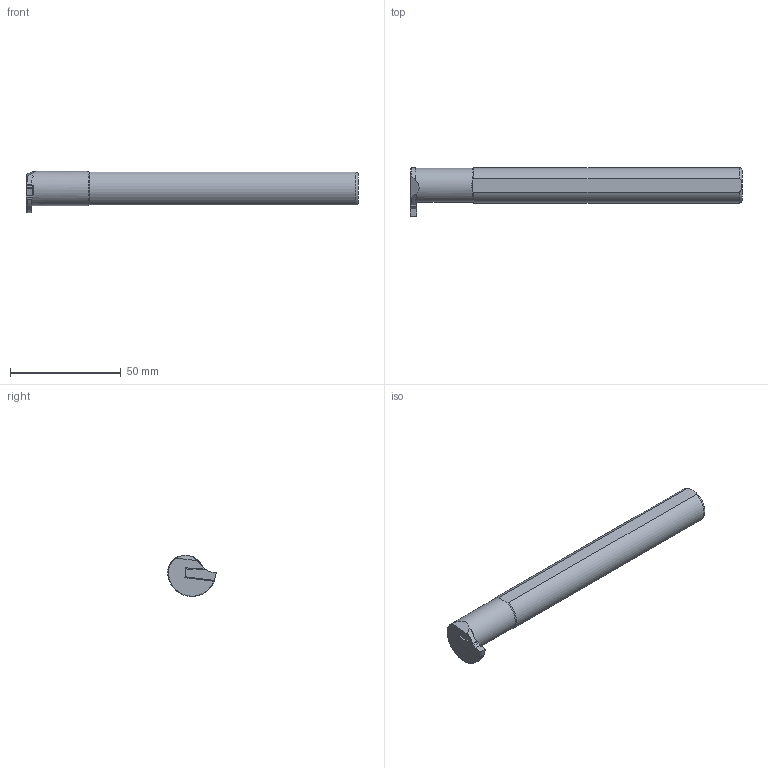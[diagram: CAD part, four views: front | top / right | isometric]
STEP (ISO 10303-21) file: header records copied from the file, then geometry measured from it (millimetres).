
FILE_DESCRIPTION(/* description */ (''),/* implementation_level */ '2;1');
FILE_NAME(/* name */ 'AIKT-RD-R-16-3-T6.stp',/* time_stamp */ '2023-10-13T18:58:59+03:00',/* author */ (''),/* organization */ (''),/* preprocessor_version */ 'ST-DEVELOPER v19.4',/* originating_system */ 'SIEMENS PLM Software NX2306.3001',/* authorisation */ '');
FILE_SCHEMA (('AUTOMOTIVE_DESIGN { 1 0 10303 214 3 1 1 1 }'));
Length unit declared in the file: millimetre
Products named in the file (1): AIKT-RD-R-16-3-T6_objects
Bounding box: 150 x 22 x 18.55 mm (x, y, z)
Volume: 29375.4 mm3; surface area: 8255.2 mm2
Topology: 2 solids, 2 shells, 42 faces, 107 edges, 69 vertices
Faces by surface type: plane 31, cylinder 5, cone 3, torus 1, extrusion 1, bspline 1
Full cylindrical faces by diameter (mm): 15.5 x1
Entity records: 1303 total; most frequent: CARTESIAN_POINT 283, ORIENTED_EDGE 206, DIRECTION 194, EDGE_CURVE 103, VECTOR 70, LINE 69, VERTEX_POINT 67, AXIS2_PLACEMENT_3D 62
